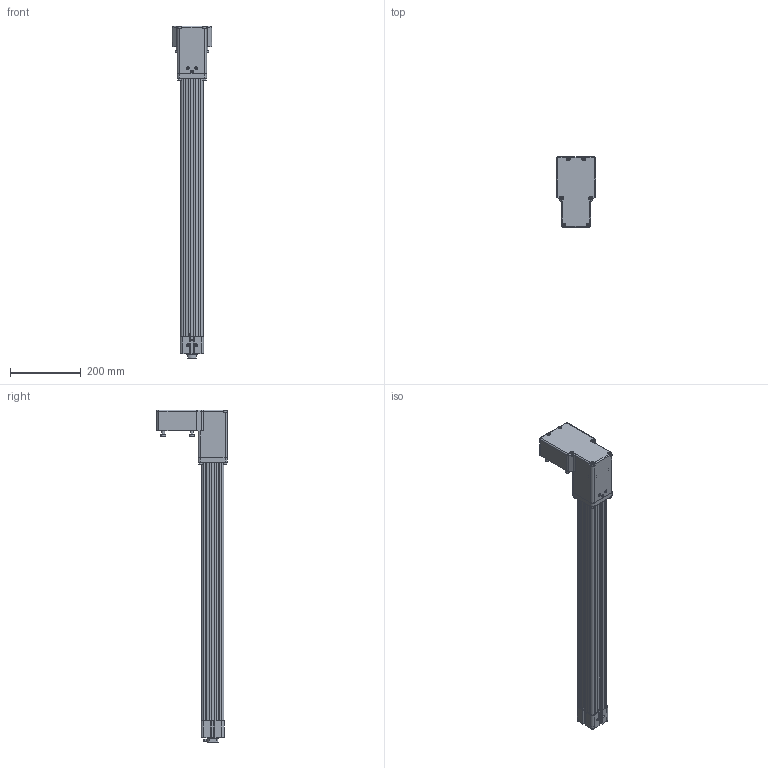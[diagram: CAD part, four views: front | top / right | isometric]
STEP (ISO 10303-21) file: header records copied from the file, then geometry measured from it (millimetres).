
FILE_DESCRIPTION (( 'STEP AP203' ), '1' );
FILE_NAME ('RS-492731-1.step', '2025-07-14T15:58:10', ( '' ), ( '' ), 'SwSTEP 2.0', 'SolidWorks 2024', '' );
FILE_SCHEMA (( 'CONFIG_CONTROL_DESIGN' ));
Length unit declared in the file: inch
Products named in the file (3): tempJoin0_21329302_RS-492731-1; Base_RS-492731-1; RS-492731-1
Assembly tree (2 placements, depth 2):
  RS-492731-1
    tempJoin0_21329302_RS-492731-1
    Base_RS-492731-1
Bounding box: 111.12 x 200.03 x 941.43 mm (x, y, z)
Volume: 3525093.5 mm3; surface area: 663555.6 mm2
Topology: 4 solids, 23 shells, 1098 faces, 2645 edges, 1696 vertices
Faces by surface type: plane 638, cylinder 313, cone 134, torus 12, bspline 1
Full cylindrical faces by diameter (mm): 1.587 x1, 3.277 x4, 3.3 x4, 4.763 x4, 5 x12, 5.035 x4, 5.08 x1, 6 x6, 6.25 x8, 6.477 x1, 6.528 x2, 6.701 x2, 6.76 x6, 6.8 x2, 8 x8, 8.25 x4, 10 x20, 10.719 x6, 11.176 x8, 13 x4, 14.5 x1, 16.764 x1, 28.423 x2, 28.575 x2, 31.521 x1, 31.699 x1, 31.75 x1, 35.992 x1, 38.1 x1, 39.675 x2
Entity records: 30449 total; most frequent: CARTESIAN_POINT 5608, DIRECTION 5279, ORIENTED_EDGE 4606, EDGE_CURVE 2303, AXIS2_PLACEMENT_3D 1951, VERTEX_POINT 1586, EDGE_LOOP 1449, LINE 1377
